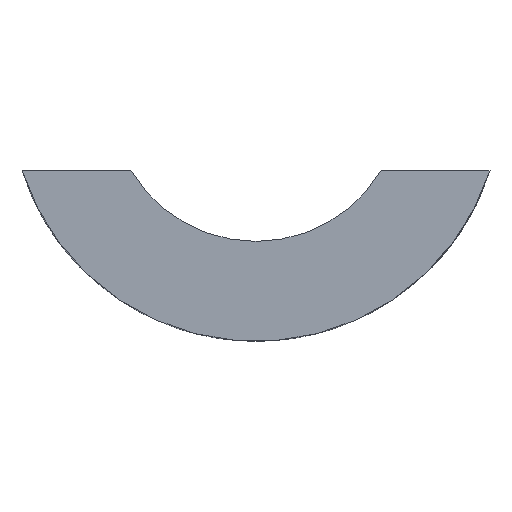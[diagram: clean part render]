
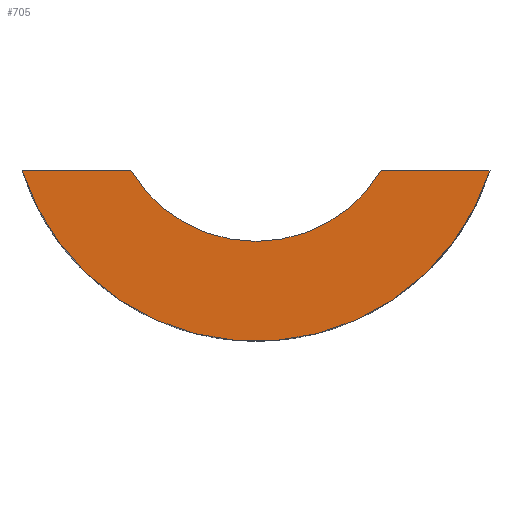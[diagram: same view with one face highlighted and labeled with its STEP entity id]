
A CAD part, top view. The second image highlights one B-rep face of the part: STEP entity #705.
In plain terms, the highlighted planar face has unit normal (0, 0, 1).
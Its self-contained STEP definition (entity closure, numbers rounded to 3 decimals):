
#21 = CARTESIAN_POINT ( 'NONE',  ( -43.709, 3.74, 6. ) ) ;
#56 = VECTOR ( 'NONE', #254, 1000. ) ;
#83 = CARTESIAN_POINT ( 'NONE',  ( -55.703, 3.74, 6. ) ) ;
#96 = AXIS2_PLACEMENT_3D ( 'NONE', #152, #162, #404 ) ;
#99 = DIRECTION ( 'NONE',  ( -1., 0., 0. ) ) ;
#141 = VERTEX_POINT ( 'NONE', #83 ) ;
#152 = CARTESIAN_POINT ( 'NONE',  ( -29.941, 11.99, 6. ) ) ;
#162 = DIRECTION ( 'NONE',  ( 0., 0., 1. ) ) ;
#225 = VERTEX_POINT ( 'NONE', #570 ) ;
#254 = DIRECTION ( 'NONE',  ( -1., 0., 0. ) ) ;
#269 = EDGE_CURVE ( 'NONE', #528, #225, #452, .T. ) ;
#300 = CARTESIAN_POINT ( 'NONE',  ( -29.941, 11.99, 6. ) ) ;
#324 = EDGE_LOOP ( 'NONE', ( #584, #446, #520, #678 ) ) ;
#353 = EDGE_CURVE ( 'NONE', #225, #358, #681, .T. ) ;
#358 = VERTEX_POINT ( 'NONE', #21 ) ;
#359 = DIRECTION ( 'NONE',  ( 0., 0., 1. ) ) ;
#368 = EDGE_CURVE ( 'NONE', #358, #141, #372, .T. ) ;
#369 = AXIS2_PLACEMENT_3D ( 'NONE', #300, #359, #475 ) ;
#372 = LINE ( 'NONE', #445, #56 ) ;
#376 = VECTOR ( 'NONE', #99, 1000. ) ;
#400 = DIRECTION ( 'NONE',  ( 0., 0., -1. ) ) ;
#404 = DIRECTION ( 'NONE',  ( 1., 0., 0. ) ) ;
#445 = CARTESIAN_POINT ( 'NONE',  ( -55.703, 3.74, 6. ) ) ;
#446 = ORIENTED_EDGE ( 'NONE', *, *, #269, .T. ) ;
#452 = LINE ( 'NONE', #630, #376 ) ;
#453 = AXIS2_PLACEMENT_3D ( 'NONE', #509, #400, #526 ) ;
#475 = DIRECTION ( 'NONE',  ( 1., 0., 0. ) ) ;
#492 = CARTESIAN_POINT ( 'NONE',  ( -4.18, 3.74, 6. ) ) ;
#509 = CARTESIAN_POINT ( 'NONE',  ( -29.941, 11.99, 6. ) ) ;
#520 = ORIENTED_EDGE ( 'NONE', *, *, #353, .T. ) ;
#526 = DIRECTION ( 'NONE',  ( 1., 0., 0. ) ) ;
#528 = VERTEX_POINT ( 'NONE', #492 ) ;
#542 = FACE_OUTER_BOUND ( 'NONE', #324, .T. ) ;
#570 = CARTESIAN_POINT ( 'NONE',  ( -16.174, 3.74, 6. ) ) ;
#584 = ORIENTED_EDGE ( 'NONE', *, *, #642, .T. ) ;
#629 = CIRCLE ( 'NONE', #96, 27.05 ) ;
#630 = CARTESIAN_POINT ( 'NONE',  ( -16.174, 3.74, 6. ) ) ;
#642 = EDGE_CURVE ( 'NONE', #141, #528, #629, .T. ) ;
#678 = ORIENTED_EDGE ( 'NONE', *, *, #368, .T. ) ;
#681 = CIRCLE ( 'NONE', #453, 16.05 ) ;
#705 = ADVANCED_FACE ( 'NONE', ( #542 ), #768, .T. ) ;
#768 = PLANE ( 'NONE',  #369 ) ;
